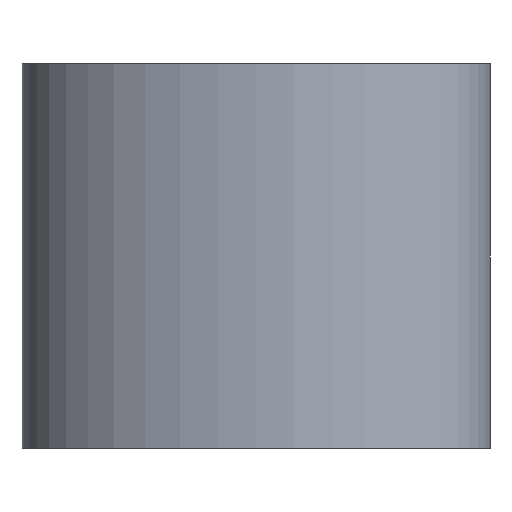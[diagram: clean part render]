
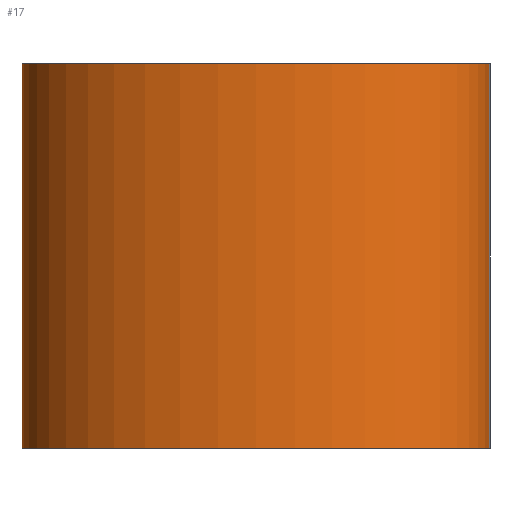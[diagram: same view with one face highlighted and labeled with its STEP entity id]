
A CAD part, front view. The second image highlights one B-rep face of the part: STEP entity #17.
In plain terms, the highlighted free-form (B-spline) face has degree [3, 1] with [4, 2] control points.
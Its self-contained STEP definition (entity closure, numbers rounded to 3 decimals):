
#17 = ADVANCED_FACE('',(#18),#32,.F.);
#18 = FACE_BOUND('',#19,.F.);
#19 = EDGE_LOOP('',(#20,#61,#90,#111));
#20 = ORIENTED_EDGE('',*,*,#21,.T.);
#21 = EDGE_CURVE('',#22,#24,#26,.T.);
#22 = VERTEX_POINT('',#23);
#23 = CARTESIAN_POINT('',(9.951,-4.895,-1.3));
#24 = VERTEX_POINT('',#25);
#25 = CARTESIAN_POINT('',(9.951,-4.895,-0.9));
#26 = SURFACE_CURVE('',#27,(#31,#46),.PCURVE_S1.);
#27 = LINE('',#28,#29);
#28 = CARTESIAN_POINT('',(9.951,-4.895,-1.3));
#29 = VECTOR('',#30,1.);
#30 = DIRECTION('',(0.,0.,1.));
#31 = PCURVE('',#32,#41);
#32 = ( BOUNDED_SURFACE() B_SPLINE_SURFACE(3,1,(
    (#33,#34)
    ,(#35,#36)
    ,(#37,#38)
,(#39,#40
  )),.UNSPECIFIED.,.F.,.F.,.F.) B_SPLINE_SURFACE_WITH_KNOTS((4,4),(2,2),
  (0.,1.),(0.,1.),.PIECEWISE_BEZIER_KNOTS.) 
GEOMETRIC_REPRESENTATION_ITEM() RATIONAL_B_SPLINE_SURFACE((
    (1.,1.)
    ,(0.333,0.333)
    ,(0.333,0.333)
,(1.,1.))) REPRESENTATION_ITEM('') SURFACE() );
#33 = CARTESIAN_POINT('',(10.436,-4.975,-1.3));
#34 = CARTESIAN_POINT('',(10.436,-4.975,-0.9));
#35 = CARTESIAN_POINT('',(10.385,-5.282,-1.3));
#36 = CARTESIAN_POINT('',(10.385,-5.282,-0.9));
#37 = CARTESIAN_POINT('',(9.9,-5.203,-1.3));
#38 = CARTESIAN_POINT('',(9.9,-5.203,-0.9));
#39 = CARTESIAN_POINT('',(9.951,-4.895,-1.3));
#40 = CARTESIAN_POINT('',(9.951,-4.895,-0.9));
#41 = DEFINITIONAL_REPRESENTATION('',(#42),#45);
#42 = B_SPLINE_CURVE_WITH_KNOTS('',1,(#43,#44),.UNSPECIFIED.,.F.,.F.,(2,
    2),(0.,0.4),.PIECEWISE_BEZIER_KNOTS.);
#43 = CARTESIAN_POINT('',(1.,0.));
#44 = CARTESIAN_POINT('',(1.,1.));
#45 = ( GEOMETRIC_REPRESENTATION_CONTEXT(2) 
PARAMETRIC_REPRESENTATION_CONTEXT() REPRESENTATION_CONTEXT('2D SPACE',''
  ) );
#46 = PCURVE('',#47,#56);
#47 = ( BOUNDED_SURFACE() B_SPLINE_SURFACE(3,1,(
    (#48,#49)
    ,(#50,#51)
    ,(#52,#53)
,(#54,#55
  )),.UNSPECIFIED.,.F.,.F.,.F.) B_SPLINE_SURFACE_WITH_KNOTS((4,4),(2,2),
  (0.,1.),(0.,1.),.PIECEWISE_BEZIER_KNOTS.) 
GEOMETRIC_REPRESENTATION_ITEM() RATIONAL_B_SPLINE_SURFACE((
    (1.,1.)
    ,(0.333,0.333)
    ,(0.333,0.333)
,(1.,1.))) REPRESENTATION_ITEM('') SURFACE() );
#48 = CARTESIAN_POINT('',(9.951,-4.895,-1.3));
#49 = CARTESIAN_POINT('',(9.951,-4.895,-0.9));
#50 = CARTESIAN_POINT('',(10.002,-4.587,-1.3));
#51 = CARTESIAN_POINT('',(10.002,-4.587,-0.9));
#52 = CARTESIAN_POINT('',(10.486,-4.667,-1.3));
#53 = CARTESIAN_POINT('',(10.486,-4.667,-0.9));
#54 = CARTESIAN_POINT('',(10.436,-4.975,-1.3));
#55 = CARTESIAN_POINT('',(10.436,-4.975,-0.9));
#56 = DEFINITIONAL_REPRESENTATION('',(#57),#60);
#57 = B_SPLINE_CURVE_WITH_KNOTS('',1,(#58,#59),.UNSPECIFIED.,.F.,.F.,(2,
    2),(0.,0.4),.PIECEWISE_BEZIER_KNOTS.);
#58 = CARTESIAN_POINT('',(0.,0.));
#59 = CARTESIAN_POINT('',(0.,1.));
#60 = ( GEOMETRIC_REPRESENTATION_CONTEXT(2) 
PARAMETRIC_REPRESENTATION_CONTEXT() REPRESENTATION_CONTEXT('2D SPACE',''
  ) );
#61 = ORIENTED_EDGE('',*,*,#62,.F.);
#62 = EDGE_CURVE('',#63,#24,#65,.T.);
#63 = VERTEX_POINT('',#64);
#64 = CARTESIAN_POINT('',(10.436,-4.975,-0.9));
#65 = SURFACE_CURVE('',#66,(#71,#77),.PCURVE_S1.);
#66 = ( BOUNDED_CURVE() B_SPLINE_CURVE(3,(#67,#68,#69,#70),
.UNSPECIFIED.,.F.,.F.) B_SPLINE_CURVE_WITH_KNOTS((4,4),(3.142,
6.283),.PIECEWISE_BEZIER_KNOTS.) CURVE() 
GEOMETRIC_REPRESENTATION_ITEM() RATIONAL_B_SPLINE_CURVE((1.,
0.333,0.333,1.)) REPRESENTATION_ITEM('') );
#67 = CARTESIAN_POINT('',(10.436,-4.975,-0.9));
#68 = CARTESIAN_POINT('',(10.385,-5.282,-0.9));
#69 = CARTESIAN_POINT('',(9.9,-5.203,-0.9));
#70 = CARTESIAN_POINT('',(9.951,-4.895,-0.9));
#71 = PCURVE('',#32,#72);
#72 = DEFINITIONAL_REPRESENTATION('',(#73),#76);
#73 = B_SPLINE_CURVE_WITH_KNOTS('',1,(#74,#75),.UNSPECIFIED.,.F.,.F.,(2,
    2),(3.142,6.283),.PIECEWISE_BEZIER_KNOTS.);
#74 = CARTESIAN_POINT('',(0.,1.));
#75 = CARTESIAN_POINT('',(1.,1.));
#76 = ( GEOMETRIC_REPRESENTATION_CONTEXT(2) 
PARAMETRIC_REPRESENTATION_CONTEXT() REPRESENTATION_CONTEXT('2D SPACE',''
  ) );
#77 = PCURVE('',#78,#83);
#78 = PLANE('',#79);
#79 = AXIS2_PLACEMENT_3D('',#80,#81,#82);
#80 = CARTESIAN_POINT('',(10.193,-4.935,-0.9));
#81 = DIRECTION('',(0.,0.,-1.));
#82 = DIRECTION('',(-0.987,0.162,0.));
#83 = DEFINITIONAL_REPRESENTATION('',(#84),#89);
#84 = ( BOUNDED_CURVE() B_SPLINE_CURVE(3,(#85,#86,#87,#88),
.UNSPECIFIED.,.F.,.F.) B_SPLINE_CURVE_WITH_KNOTS((4,4),(3.142,
6.283),.PIECEWISE_BEZIER_KNOTS.) CURVE() 
GEOMETRIC_REPRESENTATION_ITEM() RATIONAL_B_SPLINE_CURVE((1.,
0.333,0.333,1.)) REPRESENTATION_ITEM('') );
#85 = CARTESIAN_POINT('',(-0.246,0.));
#86 = CARTESIAN_POINT('',(-0.246,-0.312));
#87 = CARTESIAN_POINT('',(0.246,-0.312));
#88 = CARTESIAN_POINT('',(0.246,0.));
#89 = ( GEOMETRIC_REPRESENTATION_CONTEXT(2) 
PARAMETRIC_REPRESENTATION_CONTEXT() REPRESENTATION_CONTEXT('2D SPACE',''
  ) );
#90 = ORIENTED_EDGE('',*,*,#91,.F.);
#91 = EDGE_CURVE('',#92,#63,#94,.T.);
#92 = VERTEX_POINT('',#93);
#93 = CARTESIAN_POINT('',(10.436,-4.975,-1.3));
#94 = SURFACE_CURVE('',#95,(#99,#105),.PCURVE_S1.);
#95 = LINE('',#96,#97);
#96 = CARTESIAN_POINT('',(10.436,-4.975,-1.3));
#97 = VECTOR('',#98,1.);
#98 = DIRECTION('',(0.,0.,1.));
#99 = PCURVE('',#32,#100);
#100 = DEFINITIONAL_REPRESENTATION('',(#101),#104);
#101 = B_SPLINE_CURVE_WITH_KNOTS('',1,(#102,#103),.UNSPECIFIED.,.F.,.F.,
  (2,2),(0.,0.4),.PIECEWISE_BEZIER_KNOTS.);
#102 = CARTESIAN_POINT('',(0.,0.));
#103 = CARTESIAN_POINT('',(0.,1.));
#104 = ( GEOMETRIC_REPRESENTATION_CONTEXT(2) 
PARAMETRIC_REPRESENTATION_CONTEXT() REPRESENTATION_CONTEXT('2D SPACE',''
  ) );
#105 = PCURVE('',#47,#106);
#106 = DEFINITIONAL_REPRESENTATION('',(#107),#110);
#107 = B_SPLINE_CURVE_WITH_KNOTS('',1,(#108,#109),.UNSPECIFIED.,.F.,.F.,
  (2,2),(0.,0.4),.PIECEWISE_BEZIER_KNOTS.);
#108 = CARTESIAN_POINT('',(1.,0.));
#109 = CARTESIAN_POINT('',(1.,1.));
#110 = ( GEOMETRIC_REPRESENTATION_CONTEXT(2) 
PARAMETRIC_REPRESENTATION_CONTEXT() REPRESENTATION_CONTEXT('2D SPACE',''
  ) );
#111 = ORIENTED_EDGE('',*,*,#112,.T.);
#112 = EDGE_CURVE('',#92,#22,#113,.T.);
#113 = SURFACE_CURVE('',#114,(#119,#125),.PCURVE_S1.);
#114 = ( BOUNDED_CURVE() B_SPLINE_CURVE(3,(#115,#116,#117,#118),
.UNSPECIFIED.,.F.,.F.) B_SPLINE_CURVE_WITH_KNOTS((4,4),(3.142,
6.283),.PIECEWISE_BEZIER_KNOTS.) CURVE() 
GEOMETRIC_REPRESENTATION_ITEM() RATIONAL_B_SPLINE_CURVE((1.,
0.333,0.333,1.)) REPRESENTATION_ITEM('') );
#115 = CARTESIAN_POINT('',(10.436,-4.975,-1.3));
#116 = CARTESIAN_POINT('',(10.385,-5.282,-1.3));
#117 = CARTESIAN_POINT('',(9.9,-5.203,-1.3));
#118 = CARTESIAN_POINT('',(9.951,-4.895,-1.3));
#119 = PCURVE('',#32,#120);
#120 = DEFINITIONAL_REPRESENTATION('',(#121),#124);
#121 = B_SPLINE_CURVE_WITH_KNOTS('',1,(#122,#123),.UNSPECIFIED.,.F.,.F.,
  (2,2),(3.142,6.283),.PIECEWISE_BEZIER_KNOTS.);
#122 = CARTESIAN_POINT('',(0.,0.));
#123 = CARTESIAN_POINT('',(1.,0.));
#124 = ( GEOMETRIC_REPRESENTATION_CONTEXT(2) 
PARAMETRIC_REPRESENTATION_CONTEXT() REPRESENTATION_CONTEXT('2D SPACE',''
  ) );
#125 = PCURVE('',#126,#131);
#126 = PLANE('',#127);
#127 = AXIS2_PLACEMENT_3D('',#128,#129,#130);
#128 = CARTESIAN_POINT('',(10.193,-4.935,-1.3));
#129 = DIRECTION('',(0.,0.,-1.));
#130 = DIRECTION('',(-0.987,0.162,0.));
#131 = DEFINITIONAL_REPRESENTATION('',(#132),#137);
#132 = ( BOUNDED_CURVE() B_SPLINE_CURVE(3,(#133,#134,#135,#136),
.UNSPECIFIED.,.F.,.F.) B_SPLINE_CURVE_WITH_KNOTS((4,4),(3.142,
6.283),.PIECEWISE_BEZIER_KNOTS.) CURVE() 
GEOMETRIC_REPRESENTATION_ITEM() RATIONAL_B_SPLINE_CURVE((1.,
0.333,0.333,1.)) REPRESENTATION_ITEM('') );
#133 = CARTESIAN_POINT('',(-0.246,0.));
#134 = CARTESIAN_POINT('',(-0.246,-0.312));
#135 = CARTESIAN_POINT('',(0.246,-0.312));
#136 = CARTESIAN_POINT('',(0.246,0.));
#137 = ( GEOMETRIC_REPRESENTATION_CONTEXT(2) 
PARAMETRIC_REPRESENTATION_CONTEXT() REPRESENTATION_CONTEXT('2D SPACE',''
  ) );
